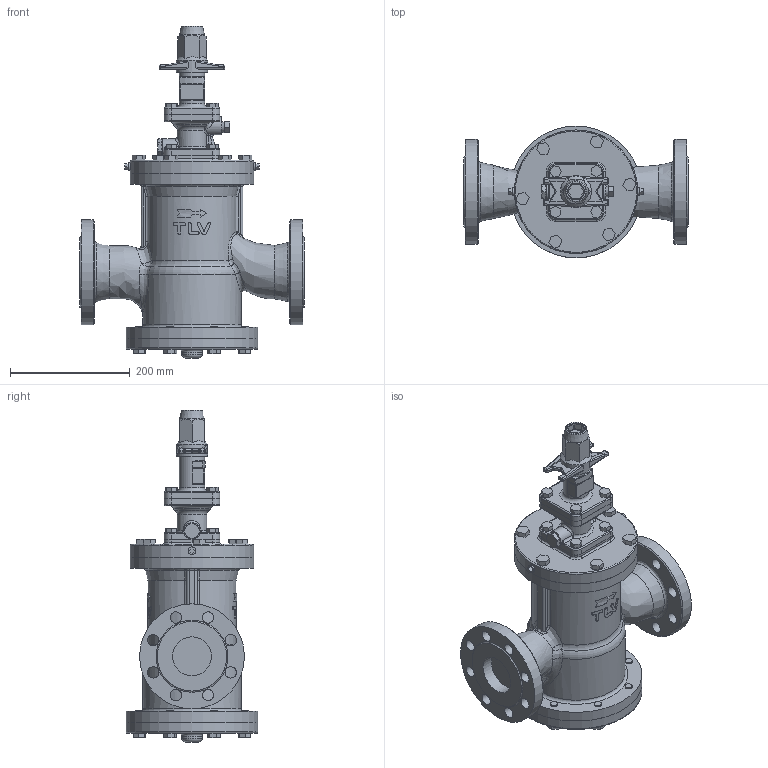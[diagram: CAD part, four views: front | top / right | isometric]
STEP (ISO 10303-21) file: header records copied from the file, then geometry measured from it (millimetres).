
FILE_DESCRIPTION(/* description */ (''),/* implementation_level */ '2;1');
FILE_NAME(/* name */ 'csr16-065-jis20-00.stp',/* time_stamp */ '2018-02-01T15:32:15+09:00',/* author */ ('nakaot'),/* organization */ (''),/* preprocessor_version */ 'ST-DEVELOPER v15.6',/* originating_system */ 'Autodesk Inventor 2015',/* authorisation */ '');
FILE_SCHEMA (('CONFIG_CONTROL_DESIGN'));
Length unit declared in the file: millimetre
Products named in the file (1): csr16-065-jis20-00
Bounding box: 374 x 220 x 554 mm (x, y, z)
Volume: 10012991.6 mm3; surface area: 647602.1 mm2
Topology: 4 solids, 4 shells, 745 faces, 1761 edges, 1079 vertices
Faces by surface type: plane 327, cylinder 189, bspline 110, torus 57, sphere 34, cone 28
Full cylindrical faces by diameter (mm): 12 x8, 19 x16, 20 x1, 27 x1, 30 x1, 34 x1, 42 x1, 49.118 x1, 52 x1, 55.067 x1, 65 x2, 85.335 x1, 121.878 x1, 164 x1, 175 x2, 206 x2, 220 x2
Entity records: 25092 total; most frequent: CARTESIAN_POINT 8796, ORIENTED_EDGE 3350, DIRECTION 3209, EDGE_CURVE 1673, AXIS2_PLACEMENT_3D 1177, VERTEX_POINT 1065, EDGE_LOOP 908, LINE 855
